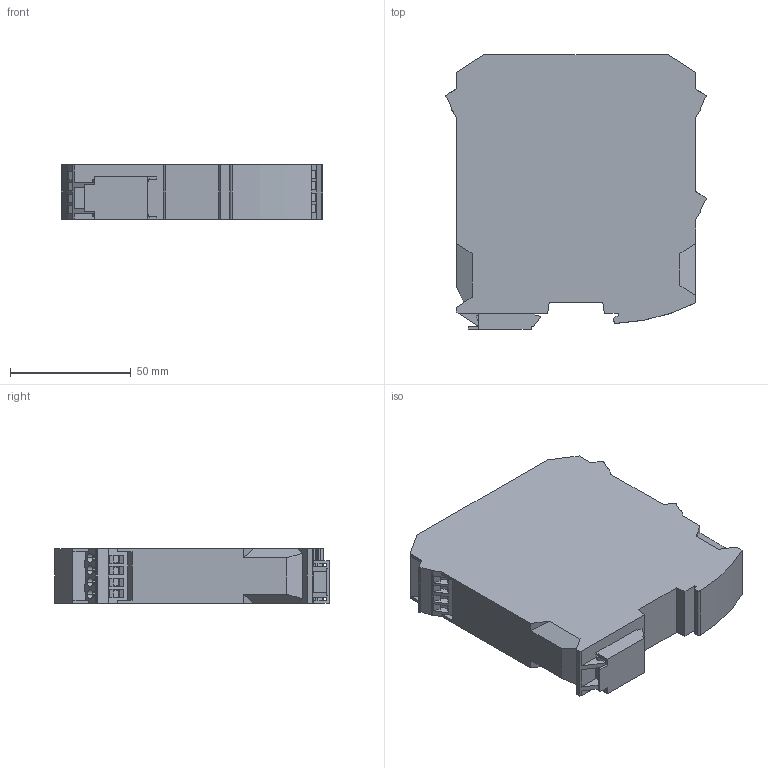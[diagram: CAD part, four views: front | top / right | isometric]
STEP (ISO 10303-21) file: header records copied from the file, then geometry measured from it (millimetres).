
FILE_DESCRIPTION(('SolidDesigner STEP Export'),'2;1');
FILE_NAME('2810638_MACX_MCR_SL_CAC_12_I_UP-select.stp','2010-02-24T13:17:42',(''),(''),'CoCreate Modeling STEP processor for AP214 (Solid Model)','CoCreate Modeling 16.00A 16-Aug-2008 (C) Parametric Technology GmbH','');
FILE_SCHEMA(('AUTOMOTIVE_DESIGN { 1 0 10303 214 1 1 1 1 }'));
Length unit declared in the file: millimetre
Products named in the file (2): 2810638_MACX_MCR_SL_CAC_12_I_UP-select
Assembly tree (1 placements, depth 2):
  2810638_MACX_MCR_SL_CAC_12_I_UP-select
    2810638_MACX_MCR_SL_CAC_12_I_UP-select
Bounding box: 108.04 x 113.6 x 22.6 mm (x, y, z)
Volume: 236730.8 mm3; surface area: 33822.9 mm2
Topology: 1 solids, 1 shells, 352 faces, 942 edges, 624 vertices
Faces by surface type: plane 319, cylinder 33
Entity records: 12493 total; most frequent: ORIENTED_EDGE 1884, CARTESIAN_POINT 1855, DIRECTION 1595, EDGE_CURVE 942, VECTOR 867, LINE 867, VERTEX_POINT 624, EDGE_LOOP 388
